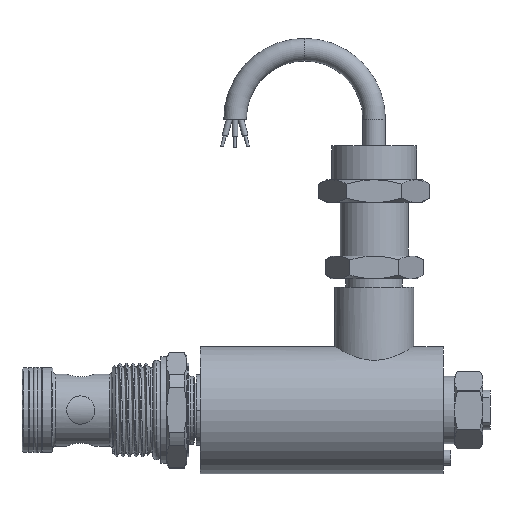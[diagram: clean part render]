
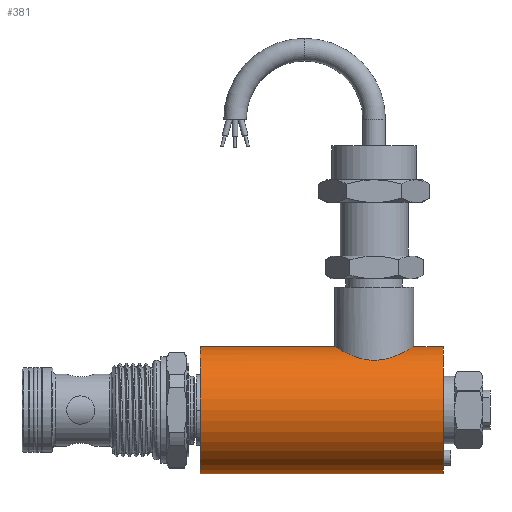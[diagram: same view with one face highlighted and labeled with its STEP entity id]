
A CAD part, front view. The second image highlights one B-rep face of the part: STEP entity #381.
In plain terms, the highlighted cylindrical face has radius 22.5 mm (diameter 45 mm), a partial arc.
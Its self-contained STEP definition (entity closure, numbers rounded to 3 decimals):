
#38 = CARTESIAN_POINT ( 'NONE',  ( 63., 0., 22.5 ) ) ;
#137 = CARTESIAN_POINT ( 'NONE',  ( 90.507, -3.712, 22.196 ) ) ;
#181 = CARTESIAN_POINT ( 'NONE',  ( 86.564, -10.233, 20.041 ) ) ;
#288 = CARTESIAN_POINT ( 'NONE',  ( 65.918, -8.602, 20.806 ) ) ;
#340 = VERTEX_POINT ( 'NONE', #4649 ) ;
#381 = ADVANCED_FACE ( 'NONE', ( #9877 ), #4250, .T. ) ;
#584 = CARTESIAN_POINT ( 'NONE',  ( 101.5, 0., -22.5 ) ) ;
#616 = CARTESIAN_POINT ( 'NONE',  ( 15.5, 0., 22.5 ) ) ;
#677 = EDGE_CURVE ( 'NONE', #340, #4835, #2362, .T. ) ;
#988 = VERTEX_POINT ( 'NONE', #584 ) ;
#1104 = AXIS2_PLACEMENT_3D ( 'NONE', #2494, #3748, #8463 ) ;
#1307 = CARTESIAN_POINT ( 'NONE',  ( 90.905, -1.876, 22.441 ) ) ;
#1338 = AXIS2_PLACEMENT_3D ( 'NONE', #5257, #6307, #14725 ) ;
#1461 = CARTESIAN_POINT ( 'NONE',  ( 70.734, -12.528, 18.691 ) ) ;
#1505 = CARTESIAN_POINT ( 'NONE',  ( 90.625, -3.254, 22.268 ) ) ;
#1562 = CARTESIAN_POINT ( 'NONE',  ( 63.024, -0.952, 22.485 ) ) ;
#2362 = LINE ( 'NONE', #13188, #13060 ) ;
#2494 = CARTESIAN_POINT ( 'NONE',  ( 15.5, 0., 0. ) ) ;
#2604 = CARTESIAN_POINT ( 'NONE',  ( 86.231, -10.535, 19.884 ) ) ;
#2647 = CARTESIAN_POINT ( 'NONE',  ( 87.514, -9.288, 20.506 ) ) ;
#2757 = CARTESIAN_POINT ( 'NONE',  ( 63.476, -3.739, 22.206 ) ) ;
#2859 = CARTESIAN_POINT ( 'NONE',  ( 63.194, -2.367, 22.38 ) ) ;
#3712 = CARTESIAN_POINT ( 'NONE',  ( 77.476, -14., 17.614 ) ) ;
#3748 = DIRECTION ( 'NONE',  ( -1., 0., 0. ) ) ;
#3808 = CARTESIAN_POINT ( 'NONE',  ( 89.516, -6.289, 21.607 ) ) ;
#3831 = LINE ( 'NONE', #10741, #11150 ) ;
#3864 = CARTESIAN_POINT ( 'NONE',  ( 68.816, -11.367, 19.419 ) ) ;
#3869 = ORIENTED_EDGE ( 'NONE', *, *, #677, .F. ) ;
#3913 = CARTESIAN_POINT ( 'NONE',  ( 82.026, -13.075, 18.313 ) ) ;
#4250 = CYLINDRICAL_SURFACE ( 'NONE', #11767, 22.5 ) ;
#4649 = CARTESIAN_POINT ( 'NONE',  ( 15.5, 0., 22.5 ) ) ;
#4835 = VERTEX_POINT ( 'NONE', #38 ) ;
#4965 = CARTESIAN_POINT ( 'NONE',  ( 89.715, -5.877, 21.723 ) ) ;
#5021 = CARTESIAN_POINT ( 'NONE',  ( 76.069, -13.977, 17.632 ) ) ;
#5068 = CARTESIAN_POINT ( 'NONE',  ( 68.458, -11.101, 19.573 ) ) ;
#5070 = VERTEX_POINT ( 'NONE', #13061 ) ;
#5123 = CARTESIAN_POINT ( 'NONE',  ( 91., 0., 22.5 ) ) ;
#5257 = CARTESIAN_POINT ( 'NONE',  ( 101.5, 0., 0. ) ) ;
#5324 = VECTOR ( 'NONE', #10309, 1000. ) ;
#5357 = CIRCLE ( 'NONE', #1338, 22.5 ) ;
#5384 = CARTESIAN_POINT ( 'NONE',  ( 63.751, -4.617, 22.038 ) ) ;
#5887 = VERTEX_POINT ( 'NONE', #14199 ) ;
#5907 = DIRECTION ( 'NONE',  ( 0., 0., 1. ) ) ;
#5967 = DIRECTION ( 'NONE',  ( 1., 0., 0. ) ) ;
#6118 = CARTESIAN_POINT ( 'NONE',  ( 101.5, 0., 22.5 ) ) ;
#6218 = CARTESIAN_POINT ( 'NONE',  ( 73.288, -13.532, 17.978 ) ) ;
#6274 = CARTESIAN_POINT ( 'NONE',  ( 67.434, -10.232, 20.042 ) ) ;
#6307 = DIRECTION ( 'NONE',  ( 1., 0., 0. ) ) ;
#6534 = CARTESIAN_POINT ( 'NONE',  ( 64.287, -5.881, 21.722 ) ) ;
#6585 = CARTESIAN_POINT ( 'NONE',  ( 64.487, -6.295, 21.606 ) ) ;
#6787 = EDGE_CURVE ( 'NONE', #5070, #340, #14993, .T. ) ;
#7083 = DIRECTION ( 'NONE',  ( 1., 0., 0. ) ) ;
#7270 = ORIENTED_EDGE ( 'NONE', *, *, #6787, .F. ) ;
#7327 = CARTESIAN_POINT ( 'NONE',  ( 76.537, -14., 17.614 ) ) ;
#7480 = CARTESIAN_POINT ( 'NONE',  ( 69.557, -11.866, 19.119 ) ) ;
#7524 = ORIENTED_EDGE ( 'NONE', *, *, #12778, .T. ) ;
#8249 = DIRECTION ( 'NONE',  ( 1., 0., 0. ) ) ;
#8463 = DIRECTION ( 'NONE',  ( 0., 0., -1. ) ) ;
#8473 = CARTESIAN_POINT ( 'NONE',  ( 77.947, -13.976, 17.633 ) ) ;
#8529 = CARTESIAN_POINT ( 'NONE',  ( 83.293, -12.54, 18.687 ) ) ;
#8580 = CARTESIAN_POINT ( 'NONE',  ( 84.079, -12.111, 18.971 ) ) ;
#8626 = CARTESIAN_POINT ( 'NONE',  ( 71.147, -12.726, 18.556 ) ) ;
#8676 = CARTESIAN_POINT ( 'NONE',  ( 65.161, -7.487, 21.222 ) ) ;
#8822 = CARTESIAN_POINT ( 'NONE',  ( 63., 0., 22.5 ) ) ;
#8873 = LINE ( 'NONE', #616, #5324 ) ;
#9413 = CARTESIAN_POINT ( 'NONE',  ( 15.5, 0., 0. ) ) ;
#9785 = CARTESIAN_POINT ( 'NONE',  ( 78.892, -13.88, 17.709 ) ) ;
#9836 = CARTESIAN_POINT ( 'NONE',  ( 69.94, -12.098, 18.972 ) ) ;
#9877 = FACE_OUTER_BOUND ( 'NONE', #12228, .T. ) ;
#9894 = CARTESIAN_POINT ( 'NONE',  ( 88.083, -8.602, 20.806 ) ) ;
#10146 = CARTESIAN_POINT ( 'NONE',  ( 63.121, -1.898, 22.425 ) ) ;
#10309 = DIRECTION ( 'NONE',  ( 1., 0., 0. ) ) ;
#10741 = CARTESIAN_POINT ( 'NONE',  ( 15.5, 0., -22.5 ) ) ;
#10883 = CARTESIAN_POINT ( 'NONE',  ( 90.072, -5.033, 21.934 ) ) ;
#10938 = CARTESIAN_POINT ( 'NONE',  ( 90.231, -4.6, 22.029 ) ) ;
#10991 = CARTESIAN_POINT ( 'NONE',  ( 79.357, -13.808, 17.765 ) ) ;
#11040 = CARTESIAN_POINT ( 'NONE',  ( 80.715, -13.506, 17.996 ) ) ;
#11087 = CARTESIAN_POINT ( 'NONE',  ( 81.593, -13.233, 18.198 ) ) ;
#11150 = VECTOR ( 'NONE', #7083, 1000. ) ;
#11405 = B_SPLINE_CURVE_WITH_KNOTS ( 'NONE', 3,
 ( #5123, #13533, #1307, #1505, #137, #10938, #10883, #4965, #3808, #13368, #14590, #9894, #2647, #181, #2604, #12184, #14745, #8580, #8529, #3913, #11087, #11040, #14537, #10991, #9785, #8473, #3712, #7327, #5021, #13423, #12089, #6218, #14642, #8626, #1461, #9836, #7480, #3864, #5068, #13487, #6274, #14694, #288, #8676, #13794, #6585, #6534, #5384, #2757, #2859, #10146, #1562, #15010, #8822 ),
 .UNSPECIFIED., .F., .F.,
 ( 4, 2, 2, 2, 2, 2, 2, 2, 2, 2, 2, 2, 2, 2, 2, 2, 2, 2, 2, 2, 2, 2, 2, 2, 2, 2, 4 ),
 ( 0.045, 0.048, 0.049, 0.051, 0.052, 0.053, 0.056, 0.058, 0.059, 0.062, 0.063, 0.065, 0.066, 0.067, 0.069, 0.07, 0.073, 0.075, 0.076, 0.077, 0.079, 0.082, 0.083, 0.084, 0.087, 0.089, 0.09 ),
 .UNSPECIFIED. ) ;
#11586 = ORIENTED_EDGE ( 'NONE', *, *, #11715, .F. ) ;
#11715 = EDGE_CURVE ( 'NONE', #13591, #988, #5357, .T. ) ;
#11767 = AXIS2_PLACEMENT_3D ( 'NONE', #9413, #5967, #5907 ) ;
#12089 = CARTESIAN_POINT ( 'NONE',  ( 74.669, -13.813, 17.762 ) ) ;
#12184 = CARTESIAN_POINT ( 'NONE',  ( 85.541, -11.101, 19.573 ) ) ;
#12228 = EDGE_LOOP ( 'NONE', ( #7270, #7524, #11586, #14147, #14315, #3869 ) ) ;
#12778 = EDGE_CURVE ( 'NONE', #5070, #988, #3831, .T. ) ;
#13060 = VECTOR ( 'NONE', #8249, 1000. ) ;
#13061 = CARTESIAN_POINT ( 'NONE',  ( 15.5, 0., -22.5 ) ) ;
#13188 = CARTESIAN_POINT ( 'NONE',  ( 15.5, 0., 22.5 ) ) ;
#13326 = EDGE_CURVE ( 'NONE', #5887, #13591, #8873, .T. ) ;
#13368 = CARTESIAN_POINT ( 'NONE',  ( 89.08, -7.091, 21.358 ) ) ;
#13423 = CARTESIAN_POINT ( 'NONE',  ( 75.136, -13.883, 17.706 ) ) ;
#13487 = CARTESIAN_POINT ( 'NONE',  ( 67.768, -10.534, 19.884 ) ) ;
#13533 = CARTESIAN_POINT ( 'NONE',  ( 91., -0.944, 22.5 ) ) ;
#13591 = VERTEX_POINT ( 'NONE', #6118 ) ;
#13602 = EDGE_CURVE ( 'NONE', #5887, #4835, #11405, .T. ) ;
#13794 = CARTESIAN_POINT ( 'NONE',  ( 64.925, -7.1, 21.354 ) ) ;
#14147 = ORIENTED_EDGE ( 'NONE', *, *, #13326, .F. ) ;
#14199 = CARTESIAN_POINT ( 'NONE',  ( 91., 0., 22.5 ) ) ;
#14315 = ORIENTED_EDGE ( 'NONE', *, *, #13602, .T. ) ;
#14537 = CARTESIAN_POINT ( 'NONE',  ( 80.268, -13.621, 17.909 ) ) ;
#14590 = CARTESIAN_POINT ( 'NONE',  ( 88.842, -7.482, 21.223 ) ) ;
#14642 = CARTESIAN_POINT ( 'NONE',  ( 72.41, -13.258, 18.184 ) ) ;
#14694 = CARTESIAN_POINT ( 'NONE',  ( 66.485, -9.286, 20.506 ) ) ;
#14725 = DIRECTION ( 'NONE',  ( 0., 0., 1. ) ) ;
#14745 = CARTESIAN_POINT ( 'NONE',  ( 85.185, -11.367, 19.42 ) ) ;
#14993 = CIRCLE ( 'NONE', #1104, 22.5 ) ;
#15010 = CARTESIAN_POINT ( 'NONE',  ( 63., -0.475, 22.5 ) ) ;
